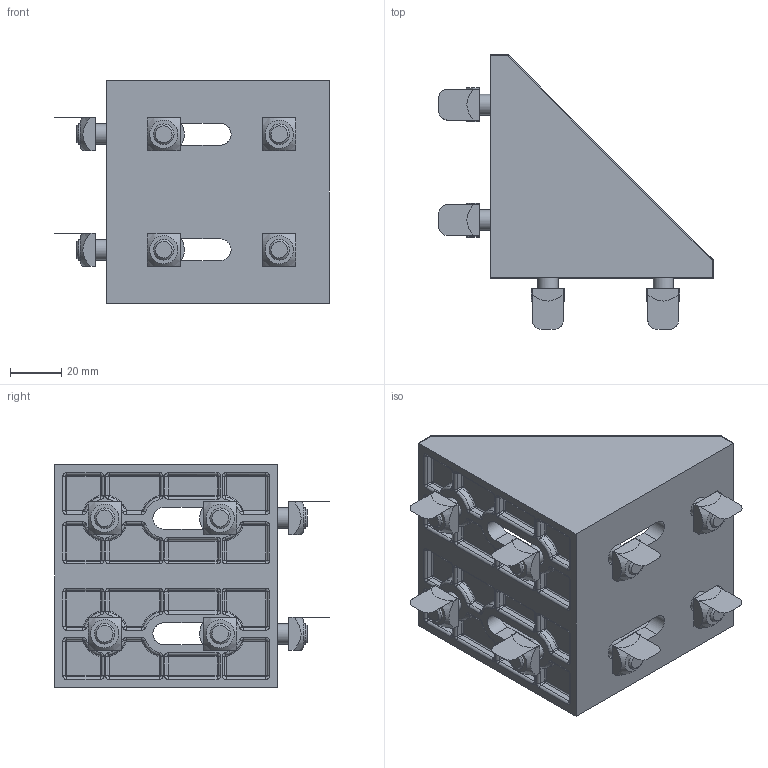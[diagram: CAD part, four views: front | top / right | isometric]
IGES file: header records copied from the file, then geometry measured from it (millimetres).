
Global section: file name: K-308787; native system: Autodesk Inventor 2021; preprocessor: unknown; author: Navara; date: 20230120.121045; units: millimetre
Bounding box: 107 x 107 x 87 mm (x, y, z)
Volume: 145959.4 mm3; surface area: 65610.6 mm2
Topology: 25 solids, 25 shells, 793 faces, 1887 edges, 1088 vertices
Faces by surface type: bspline 793
